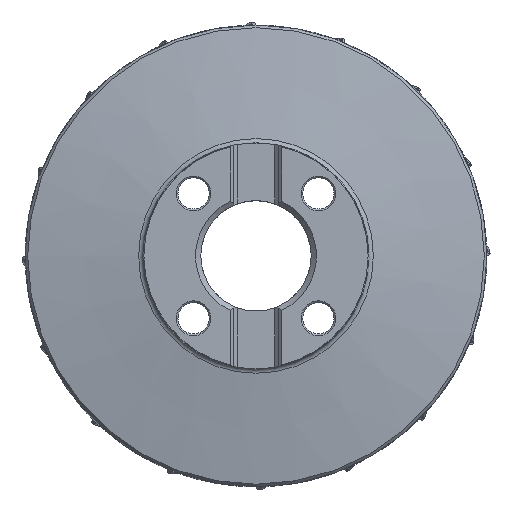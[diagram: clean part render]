
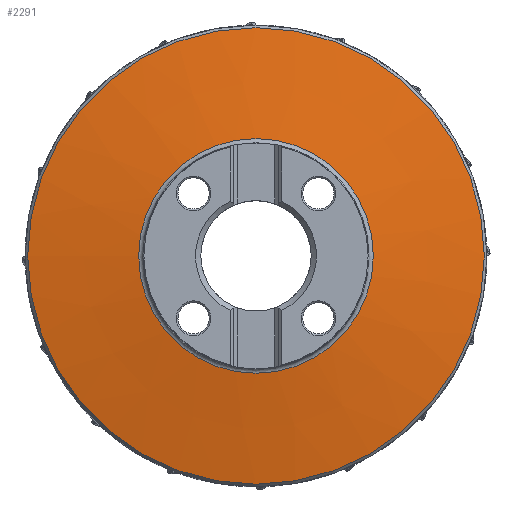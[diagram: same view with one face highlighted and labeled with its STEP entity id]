
A CAD part, top view. The second image highlights one B-rep face of the part: STEP entity #2291.
In plain terms, the highlighted conical face has half-angle 80.539 degrees and reference radius 131.329 mm.
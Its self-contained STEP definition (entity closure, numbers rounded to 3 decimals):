
#462=CONICAL_SURFACE('',#23170,131.329,80.539);
#2291=ADVANCED_FACE('S9',(#4535,#4536),#462,.T.);
#4112=CIRCLE('',#23168,67.507);
#4113=CIRCLE('',#23169,131.329);
#4535=FACE_BOUND('',#5221,.T.);
#4536=FACE_BOUND('',#5222,.T.);
#5221=EDGE_LOOP('',(#11008));
#5222=EDGE_LOOP('',(#11009));
#11008=ORIENTED_EDGE('',*,*,#19023,.T.);
#11009=ORIENTED_EDGE('',*,*,#19024,.F.);
#16642=VERTEX_POINT('',#36044);
#16643=VERTEX_POINT('',#36046);
#19023=EDGE_CURVE('',#16642,#16642,#4112,.T.);
#19024=EDGE_CURVE('',#16643,#16643,#4113,.T.);
#23168=AXIS2_PLACEMENT_3D('',#36043,#26292,#26293);
#23169=AXIS2_PLACEMENT_3D('',#36045,#26294,#26295);
#23170=AXIS2_PLACEMENT_3D('',#36047,#26296,#26297);
#26292=DIRECTION('',(0.,0.,-1.));
#26293=DIRECTION('',(-1.,0.,0.));
#26294=DIRECTION('',(0.,0.,-1.));
#26295=DIRECTION('',(-1.,0.,0.));
#26296=DIRECTION('',(0.,0.,-1.));
#26297=DIRECTION('',(-1.,0.,0.));
#36043=CARTESIAN_POINT('',(0.,0.,-22.418));
#36044=CARTESIAN_POINT('',(-67.507,0.,-22.418));
#36045=CARTESIAN_POINT('',(0.,0.,-33.053));
#36046=CARTESIAN_POINT('',(-131.329,0.,-33.053));
#36047=CARTESIAN_POINT('',(0.,0.,-33.053));
